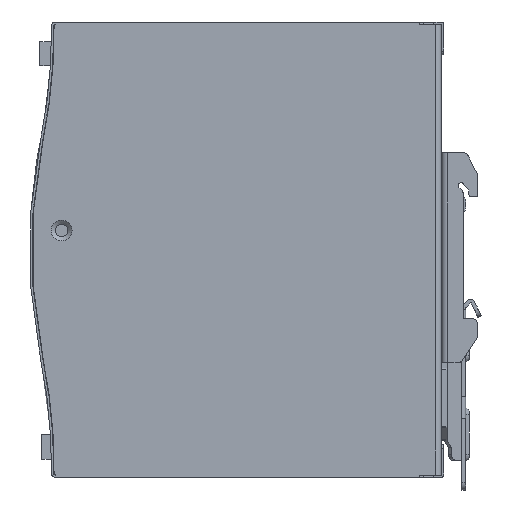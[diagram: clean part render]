
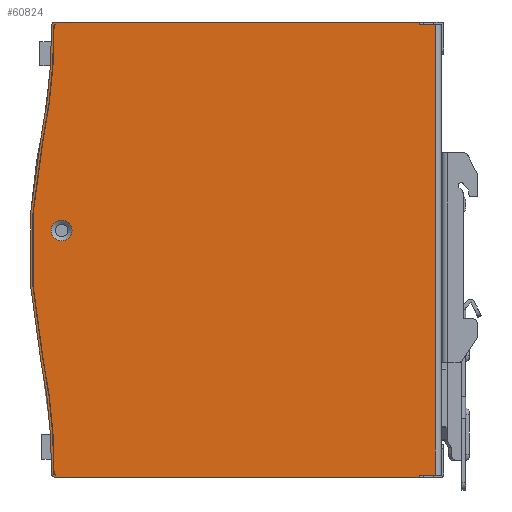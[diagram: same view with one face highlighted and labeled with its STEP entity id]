
A CAD part, front view. The second image highlights one B-rep face of the part: STEP entity #60824.
In plain terms, the highlighted planar face has unit normal (0, -1, 0).
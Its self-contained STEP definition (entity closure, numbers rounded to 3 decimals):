
#610=CARTESIAN_POINT('',(95.953,13.236,74.0));
#611=VERTEX_POINT('',#610);
#619=CARTESIAN_POINT('',(95.953,13.236,-50.0));
#620=VERTEX_POINT('',#619);
#621=CARTESIAN_POINT('',(95.953,13.236,74.0));
#622=DIRECTION('',(0.0,0.0,-1.0));
#623=VECTOR('',#622,124.0);
#624=LINE('',#621,#623);
#625=EDGE_CURVE('',#611,#620,#624,.T.);
#1073=CARTESIAN_POINT('',(-12.066,13.236,41.99));
#1074=VERTEX_POINT('',#1073);
#1116=CARTESIAN_POINT('',(-9.038,13.236,73.495));
#1117=VERTEX_POINT('',#1116);
#1124=CARTESIAN_POINT('',(-160.063,13.236,72.113));
#1125=DIRECTION('',(0.0,-1.0,0.0));
#1126=DIRECTION('',(-1.0,0.0,0.0));
#1127=AXIS2_PLACEMENT_3D('',#1124,#1125,#1126);
#1128=CIRCLE('',#1127,151.031);
#1129=EDGE_CURVE('',#1074,#1117,#1128,.T.);
#1970=CARTESIAN_POINT('',(-12.654,13.236,42.11));
#1971=VERTEX_POINT('',#1970);
#1972=CARTESIAN_POINT('',(-9.639,13.236,73.59));
#1973=VERTEX_POINT('',#1972);
#1974=CARTESIAN_POINT('',(-160.046,13.236,72.111));
#1975=DIRECTION('',(0.0,-1.0,0.0));
#1976=DIRECTION('',(-1.0,0.0,0.0));
#1977=AXIS2_PLACEMENT_3D('',#1974,#1975,#1976);
#1978=CIRCLE('',#1977,150.414);
#1979=EDGE_CURVE('',#1971,#1973,#1978,.T.);
#2132=CARTESIAN_POINT('',(91.486,13.236,-50.6));
#2133=VERTEX_POINT('',#2132);
#2141=CARTESIAN_POINT('',(-8.639,13.236,-50.6));
#2142=VERTEX_POINT('',#2141);
#2143=CARTESIAN_POINT('',(91.486,13.236,-50.6));
#2144=DIRECTION('',(-1.0,0.0,0.0));
#2145=VECTOR('',#2144,100.126);
#2146=LINE('',#2143,#2145);
#2147=EDGE_CURVE('',#2133,#2142,#2146,.T.);
#9191=CARTESIAN_POINT('',(-8.439,13.236,-50.));
#9192=VERTEX_POINT('',#9191);
#9248=CARTESIAN_POINT('',(-8.538,13.236,-50.));
#9249=VERTEX_POINT('',#9248);
#9256=CARTESIAN_POINT('',(-8.538,13.236,-50.));
#9257=DIRECTION('',(1.0,0.0,0.0));
#9258=VECTOR('',#9257,0.099);
#9259=LINE('',#9256,#9258);
#9260=EDGE_CURVE('',#9249,#9192,#9259,.T.);
#16405=CARTESIAN_POINT('',(91.486,13.236,-50.));
#16406=VERTEX_POINT('',#16405);
#16414=CARTESIAN_POINT('',(91.486,13.236,-50.));
#16415=DIRECTION('',(0.0,0.0,-1.0));
#16416=VECTOR('',#16415,0.6);
#16417=LINE('',#16414,#16416);
#16418=EDGE_CURVE('',#16406,#2133,#16417,.T.);
#16432=CARTESIAN_POINT('',(-8.939,13.236,-49.495));
#16433=VERTEX_POINT('',#16432);
#16448=CARTESIAN_POINT('',(-8.439,13.236,-49.5));
#16449=DIRECTION('',(0.0,-1.0,0.0));
#16450=DIRECTION('',(-1.0,0.0,0.0));
#16451=AXIS2_PLACEMENT_3D('',#16448,#16449,#16450);
#16452=CIRCLE('',#16451,0.5);
#16453=EDGE_CURVE('',#16433,#9192,#16452,.T.);
#16512=CARTESIAN_POINT('',(-8.939,13.236,73.495));
#16513=VERTEX_POINT('',#16512);
#16529=CARTESIAN_POINT('',(-11.964,13.236,42.01));
#16530=VERTEX_POINT('',#16529);
#16537=CARTESIAN_POINT('',(-158.932,13.236,72.019));
#16538=DIRECTION('',(0.0,-1.0,0.0));
#16539=DIRECTION('',(0.0,0.0,-1.0));
#16540=AXIS2_PLACEMENT_3D('',#16537,#16538,#16539);
#16541=CIRCLE('',#16540,150.);
#16542=EDGE_CURVE('',#16530,#16513,#16541,.T.);
#16773=CARTESIAN_POINT('',(-11.964,13.236,-18.01));
#16774=VERTEX_POINT('',#16773);
#16775=CARTESIAN_POINT('',(-158.932,13.236,-48.019));
#16776=DIRECTION('',(0.0,-1.0,0.0));
#16777=DIRECTION('',(0.0,0.0,-1.0));
#16778=AXIS2_PLACEMENT_3D('',#16775,#16776,#16777);
#16779=CIRCLE('',#16778,150.);
#16780=EDGE_CURVE('',#16433,#16774,#16779,.T.);
#16813=CARTESIAN_POINT('',(135.003,13.236,12.));
#16814=DIRECTION('',(0.0,-1.0,0.0));
#16815=DIRECTION('',(0.0,0.0,-1.0));
#16816=AXIS2_PLACEMENT_3D('',#16813,#16814,#16815);
#16817=CIRCLE('',#16816,150.);
#16818=EDGE_CURVE('',#16530,#16774,#16817,.T.);
#16922=CARTESIAN_POINT('',(-3.997,13.236,17.25));
#16923=VERTEX_POINT('',#16922);
#16924=CARTESIAN_POINT('',(-6.847,13.236,17.25));
#16925=DIRECTION('',(0.0,1.0,0.0));
#16926=DIRECTION('',(-1.0,0.0,0.0));
#16927=AXIS2_PLACEMENT_3D('',#16924,#16925,#16926);
#16928=CIRCLE('',#16927,2.85);
#16929=EDGE_CURVE('',#16923,#16923,#16928,.T.);
#17444=CARTESIAN_POINT('',(95.953,13.236,-50.0));
#17445=DIRECTION('',(-1.0,0.0,0.0));
#17446=VECTOR('',#17445,4.467);
#17447=LINE('',#17444,#17446);
#17448=EDGE_CURVE('',#620,#16406,#17447,.T.);
#17517=CARTESIAN_POINT('',(91.486,13.236,74.));
#17518=VERTEX_POINT('',#17517);
#17534=CARTESIAN_POINT('',(91.486,13.236,74.6));
#17535=VERTEX_POINT('',#17534);
#17543=CARTESIAN_POINT('',(91.486,13.236,74.6));
#17544=DIRECTION('',(0.0,0.0,-1.0));
#17545=VECTOR('',#17544,0.6);
#17546=LINE('',#17543,#17545);
#17547=EDGE_CURVE('',#17535,#17518,#17546,.T.);
#18149=CARTESIAN_POINT('',(-8.439,13.236,74.));
#18150=VERTEX_POINT('',#18149);
#18159=CARTESIAN_POINT('',(-8.439,13.236,73.5));
#18160=DIRECTION('',(0.0,-1.0,0.0));
#18161=DIRECTION('',(-1.0,0.0,0.0));
#18162=AXIS2_PLACEMENT_3D('',#18159,#18160,#18161);
#18163=CIRCLE('',#18162,0.5);
#18164=EDGE_CURVE('',#18150,#16513,#18163,.T.);
#18181=CARTESIAN_POINT('',(95.953,13.236,74.0));
#18182=DIRECTION('',(-1.0,0.0,0.0));
#18183=VECTOR('',#18182,4.467);
#18184=LINE('',#18181,#18183);
#18185=EDGE_CURVE('',#611,#17518,#18184,.T.);
#18840=CARTESIAN_POINT('',(-8.538,13.236,74.));
#18841=VERTEX_POINT('',#18840);
#18842=CARTESIAN_POINT('',(-8.439,13.236,74.));
#18843=DIRECTION('',(-1.0,0.0,0.0));
#18844=VECTOR('',#18843,0.099);
#18845=LINE('',#18842,#18844);
#18846=EDGE_CURVE('',#18150,#18841,#18845,.T.);
#25811=CARTESIAN_POINT('',(-8.639,13.236,74.6));
#25812=VERTEX_POINT('',#25811);
#25821=CARTESIAN_POINT('',(-8.639,13.236,74.6));
#25822=DIRECTION('',(1.0,0.0,0.0));
#25823=VECTOR('',#25822,100.126);
#25824=LINE('',#25821,#25823);
#25825=EDGE_CURVE('',#25812,#17535,#25824,.T.);
#60613=CARTESIAN_POINT('',(-12.066,13.236,-17.99));
#60614=VERTEX_POINT('',#60613);
#60621=CARTESIAN_POINT('',(-9.038,13.236,-49.495));
#60622=VERTEX_POINT('',#60621);
#60623=CARTESIAN_POINT('',(-160.063,13.236,-48.113));
#60624=DIRECTION('',(0.0,-1.0,0.0));
#60625=DIRECTION('',(-1.0,0.0,0.0));
#60626=AXIS2_PLACEMENT_3D('',#60623,#60624,#60625);
#60627=CIRCLE('',#60626,151.031);
#60628=EDGE_CURVE('',#60622,#60614,#60627,.T.);
#60654=CARTESIAN_POINT('',(-9.639,13.236,-49.59));
#60655=VERTEX_POINT('',#60654);
#60656=CARTESIAN_POINT('',(-8.639,13.236,-49.6));
#60657=DIRECTION('',(0.0,-1.0,0.0));
#60658=DIRECTION('',(-1.0,0.0,0.0));
#60659=AXIS2_PLACEMENT_3D('',#60656,#60657,#60658);
#60660=CIRCLE('',#60659,1.);
#60661=EDGE_CURVE('',#60655,#2142,#60660,.T.);
#60726=CARTESIAN_POINT('',(-8.538,13.236,-49.5));
#60727=DIRECTION('',(0.0,-1.0,0.0));
#60728=DIRECTION('',(-1.0,0.0,0.0));
#60729=AXIS2_PLACEMENT_3D('',#60726,#60727,#60728);
#60730=CIRCLE('',#60729,0.5);
#60731=EDGE_CURVE('',#60622,#9249,#60730,.T.);
#60756=CARTESIAN_POINT('',(1707.789,13.236,8965.83));
#60757=DIRECTION('',(0.0,-1.0,0.0));
#60758=DIRECTION('',(0.0,0.0,-1.0));
#60759=AXIS2_PLACEMENT_3D('',#60756,#60757,#60758);
#60760=PLANE('',#60759);
#60761=ORIENTED_EDGE('',*,*,#18185,.T.);
#60762=ORIENTED_EDGE('',*,*,#17547,.F.);
#60763=ORIENTED_EDGE('',*,*,#25825,.F.);
#60764=CARTESIAN_POINT('',(-8.639,13.236,73.6));
#60765=DIRECTION('',(0.0,-1.0,0.0));
#60766=DIRECTION('',(-1.0,0.0,0.0));
#60767=AXIS2_PLACEMENT_3D('',#60764,#60765,#60766);
#60768=CIRCLE('',#60767,1.);
#60769=EDGE_CURVE('',#25812,#1973,#60768,.T.);
#60770=ORIENTED_EDGE('',*,*,#60769,.T.);
#60771=ORIENTED_EDGE('',*,*,#1979,.F.);
#60772=CARTESIAN_POINT('',(-12.654,13.236,-18.11));
#60773=VERTEX_POINT('',#60772);
#60774=CARTESIAN_POINT('',(134.803,13.236,12.));
#60775=DIRECTION('',(0.0,-1.0,0.0));
#60776=DIRECTION('',(-1.0,0.0,0.0));
#60777=AXIS2_PLACEMENT_3D('',#60774,#60775,#60776);
#60778=CIRCLE('',#60777,150.5);
#60779=EDGE_CURVE('',#1971,#60773,#60778,.T.);
#60780=ORIENTED_EDGE('',*,*,#60779,.T.);
#60781=CARTESIAN_POINT('',(-160.046,13.236,-48.111));
#60782=DIRECTION('',(0.0,-1.0,0.0));
#60783=DIRECTION('',(-1.0,0.0,0.0));
#60784=AXIS2_PLACEMENT_3D('',#60781,#60782,#60783);
#60785=CIRCLE('',#60784,150.414);
#60786=EDGE_CURVE('',#60655,#60773,#60785,.T.);
#60787=ORIENTED_EDGE('',*,*,#60786,.F.);
#60788=ORIENTED_EDGE('',*,*,#60661,.T.);
#60789=ORIENTED_EDGE('',*,*,#2147,.F.);
#60790=ORIENTED_EDGE('',*,*,#16418,.F.);
#60791=ORIENTED_EDGE('',*,*,#17448,.F.);
#60792=ORIENTED_EDGE('',*,*,#625,.F.);
#60793=EDGE_LOOP('',(#60761,#60762,#60763,#60770,#60771,#60780,#60787,#60788,#60789,#60790,#60791,#60792));
#60794=FACE_OUTER_BOUND('',#60793,.T.);
#60795=ORIENTED_EDGE('',*,*,#16929,.T.);
#60796=EDGE_LOOP('',(#60795));
#60797=FACE_BOUND('',#60796,.T.);
#60798=ORIENTED_EDGE('',*,*,#18164,.T.);
#60799=ORIENTED_EDGE('',*,*,#16542,.F.);
#60800=ORIENTED_EDGE('',*,*,#16818,.T.);
#60801=ORIENTED_EDGE('',*,*,#16780,.F.);
#60802=ORIENTED_EDGE('',*,*,#16453,.T.);
#60803=ORIENTED_EDGE('',*,*,#9260,.F.);
#60804=ORIENTED_EDGE('',*,*,#60731,.F.);
#60805=ORIENTED_EDGE('',*,*,#60628,.T.);
#60806=CARTESIAN_POINT('',(134.803,13.236,12.));
#60807=DIRECTION('',(0.0,-1.0,0.0));
#60808=DIRECTION('',(-1.0,0.0,0.0));
#60809=AXIS2_PLACEMENT_3D('',#60806,#60807,#60808);
#60810=CIRCLE('',#60809,149.9);
#60811=EDGE_CURVE('',#1074,#60614,#60810,.T.);
#60812=ORIENTED_EDGE('',*,*,#60811,.F.);
#60813=ORIENTED_EDGE('',*,*,#1129,.T.);
#60814=CARTESIAN_POINT('',(-8.538,13.236,73.5));
#60815=DIRECTION('',(0.0,-1.0,0.0));
#60816=DIRECTION('',(-1.0,0.0,0.0));
#60817=AXIS2_PLACEMENT_3D('',#60814,#60815,#60816);
#60818=CIRCLE('',#60817,0.5);
#60819=EDGE_CURVE('',#18841,#1117,#60818,.T.);
#60820=ORIENTED_EDGE('',*,*,#60819,.F.);
#60821=ORIENTED_EDGE('',*,*,#18846,.F.);
#60822=EDGE_LOOP('',(#60798,#60799,#60800,#60801,#60802,#60803,#60804,#60805,#60812,#60813,#60820,#60821));
#60823=FACE_BOUND('',#60822,.T.);
#60824=ADVANCED_FACE('',(#60794,#60797,#60823),#60760,.T.);
